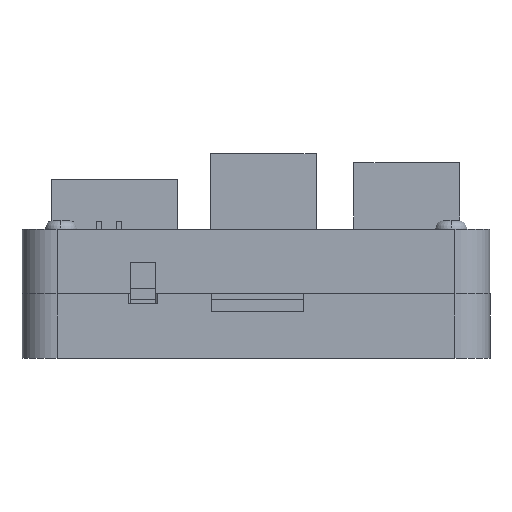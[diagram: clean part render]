
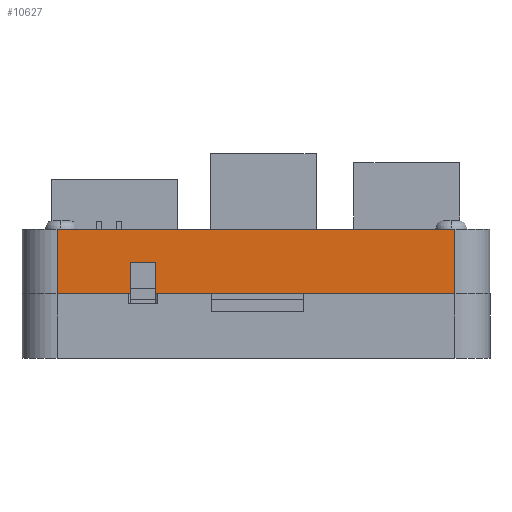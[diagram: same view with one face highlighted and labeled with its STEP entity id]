
A CAD part, left-side view. The second image highlights one B-rep face of the part: STEP entity #10627.
In plain terms, the highlighted planar face has unit normal (-1, 0, 0).
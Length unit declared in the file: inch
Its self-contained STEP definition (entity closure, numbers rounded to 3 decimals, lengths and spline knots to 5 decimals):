
#1782 = AXIS2_PLACEMENT_3D ( 'NONE', #18762, #19160, #18752 ) ;
#3047 = FACE_OUTER_BOUND ( 'NONE', #17770, .T. ) ;
#3846 = EDGE_CURVE ( 'NONE', #16122, #6656, #13921, .T. ) ;
#4398 = EDGE_CURVE ( 'NONE', #16142, #6656, #14242, .T. ) ;
#4901 = ORIENTED_EDGE ( 'NONE', *, *, #12253, .F. ) ;
#4934 = ORIENTED_EDGE ( 'NONE', *, *, #12011, .F. ) ;
#5288 = ORIENTED_EDGE ( 'NONE', *, *, #12687, .F. ) ;
#5338 = ORIENTED_EDGE ( 'NONE', *, *, #12257, .T. ) ;
#5434 = ORIENTED_EDGE ( 'NONE', *, *, #12261, .F. ) ;
#5537 = ORIENTED_EDGE ( 'NONE', *, *, #12239, .T. ) ;
#5648 = VERTEX_POINT ( 'NONE', #9317 ) ;
#5714 = ORIENTED_EDGE ( 'NONE', *, *, #4398, .T. ) ;
#5765 = ORIENTED_EDGE ( 'NONE', *, *, #3846, .F. ) ;
#6656 = VERTEX_POINT ( 'NONE', #8404 ) ;
#6737 = VERTEX_POINT ( 'NONE', #10618 ) ;
#6792 = VECTOR ( 'NONE', #18908, 39.37008 ) ;
#6872 = LINE ( 'NONE', #18851, #6792 ) ;
#7979 = LINE ( 'NONE', #14896, #7998 ) ;
#7998 = VECTOR ( 'NONE', #14471, 39.37008 ) ;
#8404 = CARTESIAN_POINT ( 'NONE',  ( 0., -0.5375, 0.32 ) ) ;
#8459 = DIRECTION ( 'NONE',  ( 0., 0., -1. ) ) ;
#8801 = CARTESIAN_POINT ( 'NONE',  ( 0., -0.17311, 0.32 ) ) ;
#9271 = DIRECTION ( 'NONE',  ( 0., -1., 0. ) ) ;
#9317 = CARTESIAN_POINT ( 'NONE',  ( 0., -0.6625, 0.475 ) ) ;
#9405 = CARTESIAN_POINT ( 'NONE',  ( 0., -0.5375, 0.64 ) ) ;
#10618 = CARTESIAN_POINT ( 'NONE',  ( 0., -0.6625, 0.32 ) ) ;
#10627 = ADVANCED_FACE ( 'NONE', ( #3047 ), #18747, .F. ) ;
#12011 = EDGE_CURVE ( 'NONE', #5648, #16122, #6872, .T. ) ;
#12239 = EDGE_CURVE ( 'NONE', #6737, #16558, #19274, .T. ) ;
#12253 = EDGE_CURVE ( 'NONE', #16136, #16558, #19260, .T. ) ;
#12257 = EDGE_CURVE ( 'NONE', #16135, #16142, #19280, .T. ) ;
#12261 = EDGE_CURVE ( 'NONE', #16135, #16136, #19351, .T. ) ;
#12687 = EDGE_CURVE ( 'NONE', #6737, #5648, #7979, .T. ) ;
#13893 = VECTOR ( 'NONE', #8459, 39.37008 ) ;
#13921 = LINE ( 'NONE', #9405, #13893 ) ;
#14014 = VECTOR ( 'NONE', #9271, 39.37008 ) ;
#14242 = LINE ( 'NONE', #8801, #14014 ) ;
#14471 = DIRECTION ( 'NONE',  ( 0., 0., 1. ) ) ;
#14896 = CARTESIAN_POINT ( 'NONE',  ( 0., -0.6625, 0.64 ) ) ;
#16122 = VERTEX_POINT ( 'NONE', #17305 ) ;
#16135 = VERTEX_POINT ( 'NONE', #17127 ) ;
#16136 = VERTEX_POINT ( 'NONE', #17212 ) ;
#16142 = VERTEX_POINT ( 'NONE', #17276 ) ;
#16558 = VERTEX_POINT ( 'NONE', #17416 ) ;
#17127 = CARTESIAN_POINT ( 'NONE',  ( 0., -0.17311, 0.64 ) ) ;
#17212 = CARTESIAN_POINT ( 'NONE',  ( 0., -2.14162, 0.64 ) ) ;
#17276 = CARTESIAN_POINT ( 'NONE',  ( 0., -0.17311, 0.32 ) ) ;
#17305 = CARTESIAN_POINT ( 'NONE',  ( 0., -0.5375, 0.475 ) ) ;
#17416 = CARTESIAN_POINT ( 'NONE',  ( 0., -2.14162, 0.32 ) ) ;
#17770 = EDGE_LOOP ( 'NONE', ( #5765, #4934, #5288, #5537, #4901, #5434, #5338, #5714 ) ) ;
#18747 = PLANE ( 'NONE',  #1782 ) ;
#18752 = DIRECTION ( 'NONE',  ( 0., 1., 0. ) ) ;
#18762 = CARTESIAN_POINT ( 'NONE',  ( 0., -0.17311, 0.64 ) ) ;
#18851 = CARTESIAN_POINT ( 'NONE',  ( 0., -0.17311, 0.475 ) ) ;
#18908 = DIRECTION ( 'NONE',  ( 0., 1., 0. ) ) ;
#18976 = CARTESIAN_POINT ( 'NONE',  ( 0., -2.14162, 0.64 ) ) ;
#18979 = DIRECTION ( 'NONE',  ( 0., 0., -1. ) ) ;
#19024 = CARTESIAN_POINT ( 'NONE',  ( 0., -0.17311, 0.64 ) ) ;
#19106 = CARTESIAN_POINT ( 'NONE',  ( 0., -0.17311, 0.32 ) ) ;
#19115 = CARTESIAN_POINT ( 'NONE',  ( 0., -0.17311, 0.64 ) ) ;
#19123 = DIRECTION ( 'NONE',  ( 0., -1., 0. ) ) ;
#19136 = DIRECTION ( 'NONE',  ( 0., -1., 0. ) ) ;
#19141 = DIRECTION ( 'NONE',  ( 0., 0., -1. ) ) ;
#19160 = DIRECTION ( 'NONE',  ( 1., 0., 0. ) ) ;
#19198 = VECTOR ( 'NONE', #19141, 39.37008 ) ;
#19260 = LINE ( 'NONE', #18976, #19295 ) ;
#19274 = LINE ( 'NONE', #19106, #19322 ) ;
#19280 = LINE ( 'NONE', #19024, #19198 ) ;
#19295 = VECTOR ( 'NONE', #18979, 39.37008 ) ;
#19307 = VECTOR ( 'NONE', #19123, 39.37008 ) ;
#19322 = VECTOR ( 'NONE', #19136, 39.37008 ) ;
#19351 = LINE ( 'NONE', #19115, #19307 ) ;
